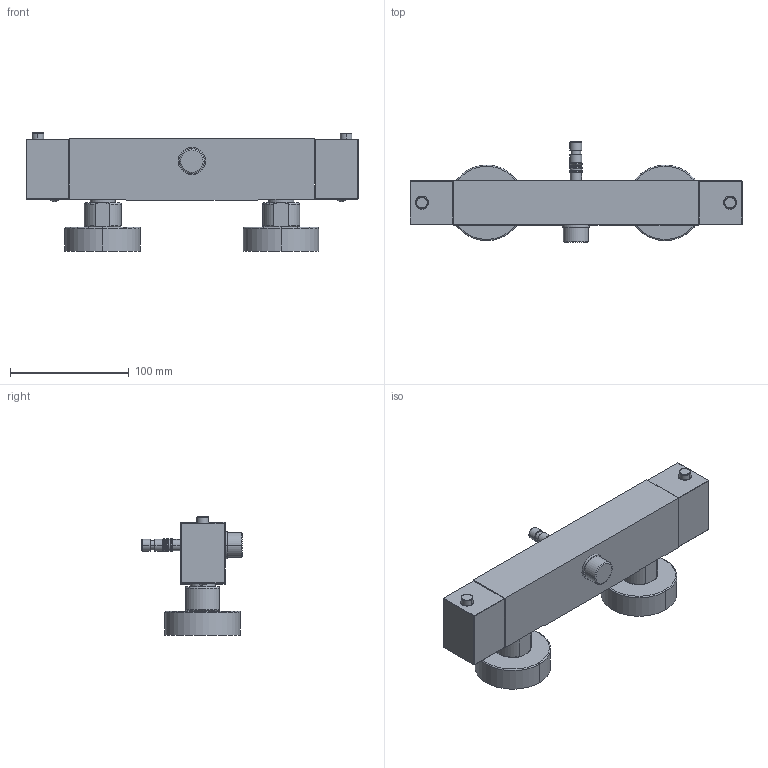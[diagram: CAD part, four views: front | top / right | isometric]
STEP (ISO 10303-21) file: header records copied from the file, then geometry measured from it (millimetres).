
FILE_DESCRIPTION((''),'2;1');
FILE_NAME('LEQ269RCR','2021-01-14T13:49:36',('ut3'),('PAFFONI SpA'),'CREO PARAMETRIC BY PTC INC, 2020044','CREO PARAMETRIC BY PTC INC, 2020044','');
FILE_SCHEMA(('CONFIG_CONTROL_DESIGN','SHAPE_APPEARANCE_LAYERS_GROUPS'));
Length unit declared in the file: millimetre
Products named in the file (1): LEQ269RCR
Bounding box: 279.05 x 84.5 x 99.45 mm (x, y, z)
Volume: 620777.8 mm3; surface area: 104667.7 mm2
Topology: 8 solids, 8 shells, 500 faces, 1203 edges, 748 vertices
Faces by surface type: plane 245, cylinder 153, cone 46, torus 44, bspline 8, sphere 4
Entity records: 20731 total; most frequent: CARTESIAN_POINT 5562, DIRECTION 2477, ORIENTED_EDGE 2390, EDGE_CURVE 1195, AXIS2_PLACEMENT_3D 954, VERTEX_POINT 748, VECTOR 569, LINE 569
